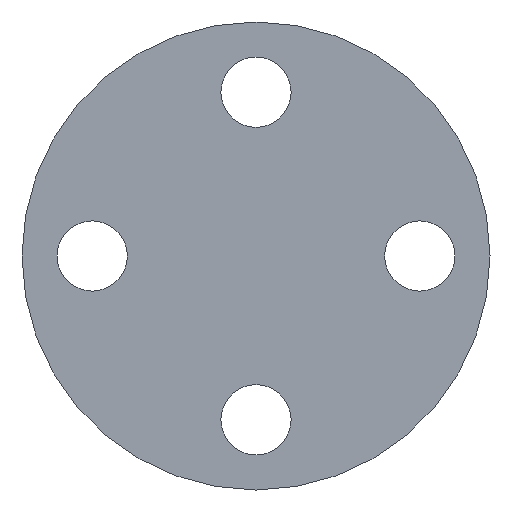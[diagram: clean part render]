
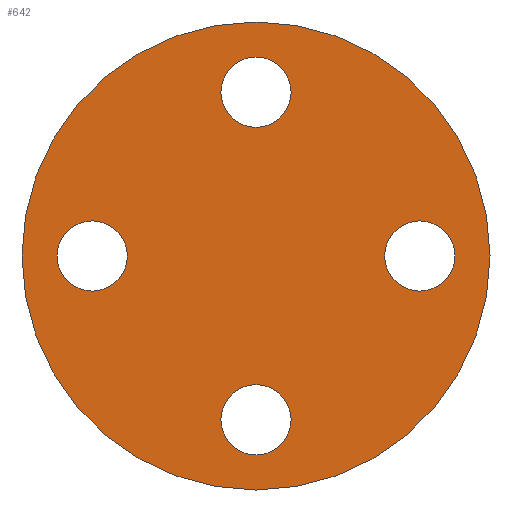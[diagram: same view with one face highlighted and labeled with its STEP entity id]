
A CAD part, left-side view. The second image highlights one B-rep face of the part: STEP entity #642.
In plain terms, the highlighted planar face has unit normal (-1, 0, 0).
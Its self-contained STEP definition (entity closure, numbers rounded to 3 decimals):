
#5 = EDGE_CURVE ( 'NONE', #790, #736, #227, .T. ) ;
#8 = DIRECTION ( 'NONE',  ( 1., 0., 0. ) ) ;
#17 = EDGE_CURVE ( 'NONE', #98, #616, #127, .T. ) ;
#32 = DIRECTION ( 'NONE',  ( 1., 0., 0. ) ) ;
#57 = FACE_OUTER_BOUND ( 'NONE', #528, .T. ) ;
#60 = CARTESIAN_POINT ( 'NONE',  ( 0., 7., 0. ) ) ;
#61 = ORIENTED_EDGE ( 'NONE', *, *, #231, .T. ) ;
#62 = CARTESIAN_POINT ( 'NONE',  ( 0., -7., 0. ) ) ;
#77 = ORIENTED_EDGE ( 'NONE', *, *, #792, .F. ) ;
#96 = CARTESIAN_POINT ( 'NONE',  ( 0., 0., 7. ) ) ;
#97 = CARTESIAN_POINT ( 'NONE',  ( 0., -7., -1.5 ) ) ;
#98 = VERTEX_POINT ( 'NONE', #807 ) ;
#121 = VERTEX_POINT ( 'NONE', #165 ) ;
#127 = CIRCLE ( 'NONE', #751, 1.5 ) ;
#128 = DIRECTION ( 'NONE',  ( 0., 0., -1. ) ) ;
#139 = CARTESIAN_POINT ( 'NONE',  ( 0., 0., 10. ) ) ;
#160 = AXIS2_PLACEMENT_3D ( 'NONE', #620, #477, #128 ) ;
#164 = DIRECTION ( 'NONE',  ( 0., 0., -1. ) ) ;
#165 = CARTESIAN_POINT ( 'NONE',  ( 0., 0., 5.5 ) ) ;
#174 = CIRCLE ( 'NONE', #696, 1.5 ) ;
#196 = EDGE_CURVE ( 'NONE', #471, #305, #811, .T. ) ;
#198 = CARTESIAN_POINT ( 'NONE',  ( 0., 0., 8.5 ) ) ;
#202 = CARTESIAN_POINT ( 'NONE',  ( 0., 0., 0. ) ) ;
#223 = ORIENTED_EDGE ( 'NONE', *, *, #856, .T. ) ;
#226 = CARTESIAN_POINT ( 'NONE',  ( 0., 0., 0. ) ) ;
#227 = CIRCLE ( 'NONE', #694, 1.5 ) ;
#231 = EDGE_CURVE ( 'NONE', #616, #98, #326, .T. ) ;
#243 = ORIENTED_EDGE ( 'NONE', *, *, #339, .T. ) ;
#249 = EDGE_CURVE ( 'NONE', #736, #790, #860, .T. ) ;
#261 = FACE_BOUND ( 'NONE', #690, .T. ) ;
#271 = EDGE_LOOP ( 'NONE', ( #61, #728 ) ) ;
#273 = DIRECTION ( 'NONE',  ( 0., 0., -1. ) ) ;
#279 = CARTESIAN_POINT ( 'NONE',  ( 0., 0., -5.5 ) ) ;
#290 = DIRECTION ( 'NONE',  ( 0., 0., -1. ) ) ;
#297 = AXIS2_PLACEMENT_3D ( 'NONE', #453, #458, #820 ) ;
#305 = VERTEX_POINT ( 'NONE', #572 ) ;
#306 = DIRECTION ( 'NONE',  ( 1., 0., 0. ) ) ;
#307 = EDGE_CURVE ( 'NONE', #613, #563, #575, .T. ) ;
#326 = CIRCLE ( 'NONE', #160, 1.5 ) ;
#330 = DIRECTION ( 'NONE',  ( 1., 0., 0. ) ) ;
#339 = EDGE_CURVE ( 'NONE', #563, #613, #174, .T. ) ;
#348 = ORIENTED_EDGE ( 'NONE', *, *, #5, .T. ) ;
#351 = DIRECTION ( 'NONE',  ( 0., 0., -1. ) ) ;
#353 = CARTESIAN_POINT ( 'NONE',  ( 0., 0., -8.5 ) ) ;
#363 = CARTESIAN_POINT ( 'NONE',  ( 0., 0., 7. ) ) ;
#380 = EDGE_LOOP ( 'NONE', ( #794, #243 ) ) ;
#385 = ORIENTED_EDGE ( 'NONE', *, *, #249, .T. ) ;
#391 = CIRCLE ( 'NONE', #521, 10. ) ;
#403 = FACE_BOUND ( 'NONE', #649, .T. ) ;
#411 = CARTESIAN_POINT ( 'NONE',  ( 0., 0., -7. ) ) ;
#422 = AXIS2_PLACEMENT_3D ( 'NONE', #96, #306, #608 ) ;
#453 = CARTESIAN_POINT ( 'NONE',  ( 0., 0., 0. ) ) ;
#458 = DIRECTION ( 'NONE',  ( 1., 0., 0. ) ) ;
#471 = VERTEX_POINT ( 'NONE', #139 ) ;
#477 = DIRECTION ( 'NONE',  ( 1., 0., 0. ) ) ;
#481 = DIRECTION ( 'NONE',  ( 0., 0., -1. ) ) ;
#521 = AXIS2_PLACEMENT_3D ( 'NONE', #226, #800, #164 ) ;
#523 = VERTEX_POINT ( 'NONE', #198 ) ;
#528 = EDGE_LOOP ( 'NONE', ( #756, #77 ) ) ;
#547 = PLANE ( 'NONE',  #617 ) ;
#556 = DIRECTION ( 'NONE',  ( 0., 0., -1. ) ) ;
#563 = VERTEX_POINT ( 'NONE', #279 ) ;
#564 = DIRECTION ( 'NONE',  ( 1., 0., 0. ) ) ;
#572 = CARTESIAN_POINT ( 'NONE',  ( 0., 0., -10. ) ) ;
#575 = CIRCLE ( 'NONE', #604, 1.5 ) ;
#604 = AXIS2_PLACEMENT_3D ( 'NONE', #411, #775, #481 ) ;
#608 = DIRECTION ( 'NONE',  ( 0., 0., -1. ) ) ;
#610 = DIRECTION ( 'NONE',  ( 0., 0., -1. ) ) ;
#613 = VERTEX_POINT ( 'NONE', #353 ) ;
#616 = VERTEX_POINT ( 'NONE', #791 ) ;
#617 = AXIS2_PLACEMENT_3D ( 'NONE', #202, #330, #692 ) ;
#620 = CARTESIAN_POINT ( 'NONE',  ( 0., 7., 0. ) ) ;
#637 = FACE_BOUND ( 'NONE', #271, .T. ) ;
#642 = ADVANCED_FACE ( 'NONE', ( #637, #893, #261, #403, #57 ), #547, .F. ) ;
#649 = EDGE_LOOP ( 'NONE', ( #872, #223 ) ) ;
#680 = DIRECTION ( 'NONE',  ( 1., 0., 0. ) ) ;
#690 = EDGE_LOOP ( 'NONE', ( #348, #385 ) ) ;
#692 = DIRECTION ( 'NONE',  ( 0., 0., -1. ) ) ;
#694 = AXIS2_PLACEMENT_3D ( 'NONE', #910, #680, #610 ) ;
#696 = AXIS2_PLACEMENT_3D ( 'NONE', #925, #564, #273 ) ;
#728 = ORIENTED_EDGE ( 'NONE', *, *, #17, .T. ) ;
#736 = VERTEX_POINT ( 'NONE', #871 ) ;
#742 = EDGE_CURVE ( 'NONE', #121, #523, #828, .T. ) ;
#751 = AXIS2_PLACEMENT_3D ( 'NONE', #60, #765, #556 ) ;
#756 = ORIENTED_EDGE ( 'NONE', *, *, #196, .F. ) ;
#765 = DIRECTION ( 'NONE',  ( 1., 0., 0. ) ) ;
#775 = DIRECTION ( 'NONE',  ( 1., 0., 0. ) ) ;
#790 = VERTEX_POINT ( 'NONE', #97 ) ;
#791 = CARTESIAN_POINT ( 'NONE',  ( 0., 7., -1.5 ) ) ;
#792 = EDGE_CURVE ( 'NONE', #305, #471, #391, .T. ) ;
#794 = ORIENTED_EDGE ( 'NONE', *, *, #307, .T. ) ;
#798 = AXIS2_PLACEMENT_3D ( 'NONE', #363, #32, #290 ) ;
#800 = DIRECTION ( 'NONE',  ( 1., 0., 0. ) ) ;
#807 = CARTESIAN_POINT ( 'NONE',  ( 0., 7., 1.5 ) ) ;
#811 = CIRCLE ( 'NONE', #297, 10. ) ;
#820 = DIRECTION ( 'NONE',  ( 0., 0., -1. ) ) ;
#828 = CIRCLE ( 'NONE', #798, 1.5 ) ;
#841 = AXIS2_PLACEMENT_3D ( 'NONE', #62, #8, #351 ) ;
#856 = EDGE_CURVE ( 'NONE', #523, #121, #882, .T. ) ;
#860 = CIRCLE ( 'NONE', #841, 1.5 ) ;
#871 = CARTESIAN_POINT ( 'NONE',  ( 0., -7., 1.5 ) ) ;
#872 = ORIENTED_EDGE ( 'NONE', *, *, #742, .T. ) ;
#882 = CIRCLE ( 'NONE', #422, 1.5 ) ;
#893 = FACE_BOUND ( 'NONE', #380, .T. ) ;
#910 = CARTESIAN_POINT ( 'NONE',  ( 0., -7., 0. ) ) ;
#925 = CARTESIAN_POINT ( 'NONE',  ( 0., 0., -7. ) ) ;
